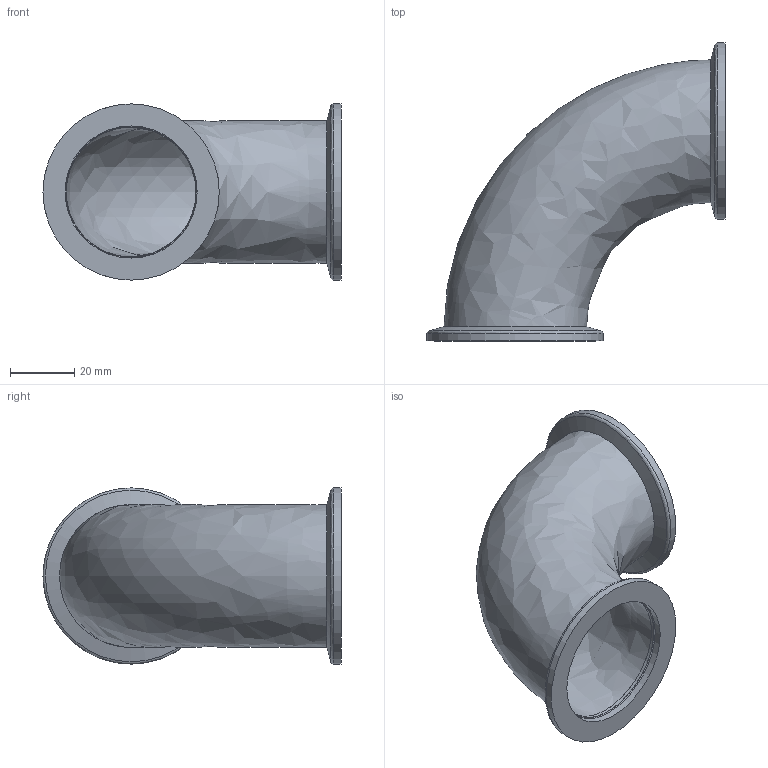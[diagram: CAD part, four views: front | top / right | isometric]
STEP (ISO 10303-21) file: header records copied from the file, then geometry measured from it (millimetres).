
FILE_DESCRIPTION (( 'STEP AP214' ), '1' );
FILE_NAME ('FULLVAC C901KF40.STEP', '2019-03-26T14:20:47', ( '' ), ( '' ), 'SwSTEP 2.0', 'SolidWorks 2017', '' );
FILE_SCHEMA (( 'AUTOMOTIVE_DESIGN' ));
Length unit declared in the file: millimetre
Products named in the file (3): FULLVAC C901KF40; 1^C901KF40; 3^C901KF40
Assembly tree (3 placements, depth 2):
  FULLVAC C901KF40
    1^C901KF40
    3^C901KF40  x2
Bounding box: 93 x 93 x 55 mm (x, y, z)
Volume: 33739.4 mm3; surface area: 34043.2 mm2
Topology: 3 solids, 3 shells, 24 faces, 44 edges, 28 vertices
Faces by surface type: plane 8, cylinder 8, bspline 6, cone 2
Full cylindrical faces by diameter (mm): 40.5 x2, 41.2 x2, 44.7 x2, 55 x2
Entity records: 1529 total; most frequent: CARTESIAN_POINT 1044, DIRECTION 50, EDGE_LOOP 28, ORIENTED_EDGE 28, AXIS2_PLACEMENT_3D 25, FACE_OUTER_BOUND 22, UNCERTAINTY_MEASURE_WITH_UNIT 21, SURFACE_STYLE_FILL_AREA 18
